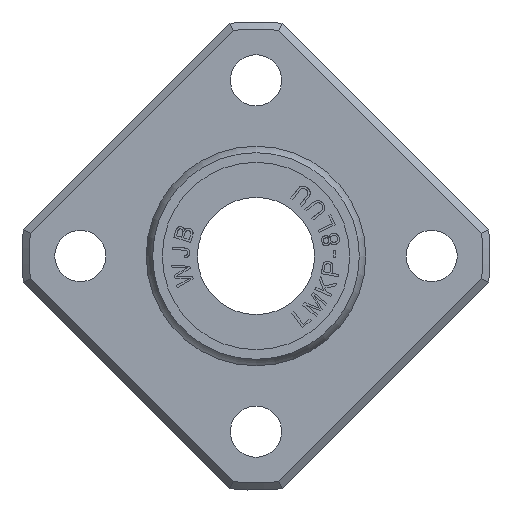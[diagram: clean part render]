
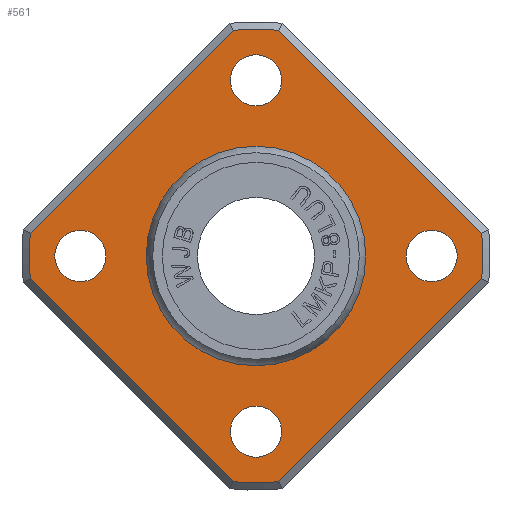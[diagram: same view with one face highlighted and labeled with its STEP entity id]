
A CAD part, left-side view. The second image highlights one B-rep face of the part: STEP entity #561.
In plain terms, the highlighted planar face has unit normal (-1, 0, 0).
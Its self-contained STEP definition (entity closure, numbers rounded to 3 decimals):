
#561=ADVANCED_FACE('',(#1313,#1314,#1315,#1316,#1317,#1318),#939,.T.);
#939=PLANE('',#6884);
#1205=CIRCLE('',#6859,15.5);
#1208=CIRCLE('',#6863,15.5);
#1209=CIRCLE('',#6865,15.5);
#1211=CIRCLE('',#6868,15.5);
#1217=CIRCLE('',#6879,7.309);
#1218=CIRCLE('',#6880,1.75);
#1219=CIRCLE('',#6881,1.75);
#1220=CIRCLE('',#6882,1.75);
#1221=CIRCLE('',#6883,1.75);
#1313=FACE_BOUND('',#1443,.T.);
#1314=FACE_BOUND('',#1444,.T.);
#1315=FACE_BOUND('',#1445,.T.);
#1316=FACE_BOUND('',#1446,.T.);
#1317=FACE_BOUND('',#1447,.T.);
#1318=FACE_BOUND('',#1448,.T.);
#1443=EDGE_LOOP('',(#2607));
#1444=EDGE_LOOP('',(#2608));
#1445=EDGE_LOOP('',(#2609));
#1446=EDGE_LOOP('',(#2610));
#1447=EDGE_LOOP('',(#2611));
#1448=EDGE_LOOP('',(#2612,#2613,#2614,#2615,#2616,#2617,#2618,#2619));
#1947=B_SPLINE_CURVE_WITH_KNOTS('',3,(#10106,#10107,#10108,#10109),.UNSPECIFIED.,
 .F.,.F.,(4,4),(0.,1.),.UNSPECIFIED.);
#1948=B_SPLINE_CURVE_WITH_KNOTS('',3,(#10110,#10111,#10112,#10113),.UNSPECIFIED.,
 .F.,.F.,(4,4),(0.,1.),.UNSPECIFIED.);
#1949=B_SPLINE_CURVE_WITH_KNOTS('',3,(#10114,#10115,#10116,#10117),.UNSPECIFIED.,
 .F.,.F.,(4,4),(0.,1.),.UNSPECIFIED.);
#1950=B_SPLINE_CURVE_WITH_KNOTS('',3,(#10118,#10119,#10120,#10121),.UNSPECIFIED.,
 .F.,.F.,(4,4),(0.,1.),.UNSPECIFIED.);
#2607=ORIENTED_EDGE('',*,*,#5117,.F.);
#2608=ORIENTED_EDGE('',*,*,#5118,.T.);
#2609=ORIENTED_EDGE('',*,*,#5119,.T.);
#2610=ORIENTED_EDGE('',*,*,#5120,.T.);
#2611=ORIENTED_EDGE('',*,*,#5121,.T.);
#2612=ORIENTED_EDGE('',*,*,#5098,.F.);
#2613=ORIENTED_EDGE('',*,*,#5122,.F.);
#2614=ORIENTED_EDGE('',*,*,#5089,.F.);
#2615=ORIENTED_EDGE('',*,*,#5123,.F.);
#2616=ORIENTED_EDGE('',*,*,#5095,.F.);
#2617=ORIENTED_EDGE('',*,*,#5124,.F.);
#2618=ORIENTED_EDGE('',*,*,#5101,.F.);
#2619=ORIENTED_EDGE('',*,*,#5125,.F.);
#4457=VERTEX_POINT('',#10001);
#4458=VERTEX_POINT('',#10002);
#4463=VERTEX_POINT('',#10022);
#4464=VERTEX_POINT('',#10024);
#4465=VERTEX_POINT('',#10034);
#4467=VERTEX_POINT('',#10037);
#4469=VERTEX_POINT('',#10046);
#4470=VERTEX_POINT('',#10047);
#4481=VERTEX_POINT('',#10097);
#4482=VERTEX_POINT('',#10099);
#4483=VERTEX_POINT('',#10101);
#4484=VERTEX_POINT('',#10103);
#4485=VERTEX_POINT('',#10105);
#5089=EDGE_CURVE('',#4457,#4458,#1205,.T.);
#5095=EDGE_CURVE('',#4463,#4464,#1208,.T.);
#5098=EDGE_CURVE('',#4465,#4467,#1209,.T.);
#5101=EDGE_CURVE('',#4469,#4470,#1211,.T.);
#5117=EDGE_CURVE('',#4481,#4481,#1217,.T.);
#5118=EDGE_CURVE('',#4482,#4482,#1218,.T.);
#5119=EDGE_CURVE('',#4483,#4483,#1219,.T.);
#5120=EDGE_CURVE('',#4484,#4484,#1220,.T.);
#5121=EDGE_CURVE('',#4485,#4485,#1221,.T.);
#5122=EDGE_CURVE('',#4458,#4465,#1947,.T.);
#5123=EDGE_CURVE('',#4464,#4457,#1948,.T.);
#5124=EDGE_CURVE('',#4470,#4463,#1949,.T.);
#5125=EDGE_CURVE('',#4467,#4469,#1950,.T.);
#6859=AXIS2_PLACEMENT_3D('',#10000,#7447,#7448);
#6863=AXIS2_PLACEMENT_3D('',#10023,#7455,#7456);
#6865=AXIS2_PLACEMENT_3D('',#10036,#7459,#7460);
#6868=AXIS2_PLACEMENT_3D('',#10045,#7465,#7466);
#6879=AXIS2_PLACEMENT_3D('',#10096,#7491,#7492);
#6880=AXIS2_PLACEMENT_3D('',#10098,#7493,#7494);
#6881=AXIS2_PLACEMENT_3D('',#10100,#7495,#7496);
#6882=AXIS2_PLACEMENT_3D('',#10102,#7497,#7498);
#6883=AXIS2_PLACEMENT_3D('',#10104,#7499,#7500);
#6884=AXIS2_PLACEMENT_3D('',#10122,#7501,#7502);
#7447=DIRECTION('',(1.,0.,0.));
#7448=DIRECTION('',(0.,0.,-1.));
#7455=DIRECTION('',(1.,0.,0.));
#7456=DIRECTION('',(0.,0.,-1.));
#7459=DIRECTION('',(1.,0.,0.));
#7460=DIRECTION('',(0.,0.,-1.));
#7465=DIRECTION('',(1.,0.,0.));
#7466=DIRECTION('',(0.,0.,-1.));
#7491=DIRECTION('',(-1.,0.,0.));
#7492=DIRECTION('',(0.,0.,1.));
#7493=DIRECTION('',(1.,0.,0.));
#7494=DIRECTION('',(0.,1.,0.));
#7495=DIRECTION('',(1.,0.,0.));
#7496=DIRECTION('',(0.,1.,0.));
#7497=DIRECTION('',(1.,0.,0.));
#7498=DIRECTION('',(0.,1.,0.));
#7499=DIRECTION('',(1.,0.,0.));
#7500=DIRECTION('',(0.,1.,0.));
#7501=DIRECTION('',(-1.,0.,0.));
#7502=DIRECTION('',(0.,0.,1.));
#10000=CARTESIAN_POINT('',(5.,0.,0.));
#10001=CARTESIAN_POINT('',(5.,-15.422,1.548));
#10002=CARTESIAN_POINT('',(5.,-15.422,-1.548));
#10022=CARTESIAN_POINT('',(5.,1.548,15.422));
#10023=CARTESIAN_POINT('',(5.,0.,0.));
#10024=CARTESIAN_POINT('',(5.,-1.548,15.422));
#10034=CARTESIAN_POINT('',(5.,-1.548,-15.422));
#10036=CARTESIAN_POINT('',(5.,0.,0.));
#10037=CARTESIAN_POINT('',(5.,1.548,-15.422));
#10045=CARTESIAN_POINT('',(5.,0.,0.));
#10046=CARTESIAN_POINT('',(5.,15.422,-1.548));
#10047=CARTESIAN_POINT('',(5.,15.422,1.548));
#10096=CARTESIAN_POINT('',(5.,0.,0.));
#10097=CARTESIAN_POINT('',(5.,0.,7.309));
#10098=CARTESIAN_POINT('',(5.,12.,0.));
#10099=CARTESIAN_POINT('',(5.,10.25,0.));
#10100=CARTESIAN_POINT('',(5.,-12.,0.));
#10101=CARTESIAN_POINT('',(5.,-13.75,0.));
#10102=CARTESIAN_POINT('',(5.,0.,12.));
#10103=CARTESIAN_POINT('',(5.,-1.75,12.));
#10104=CARTESIAN_POINT('',(5.,0.,-12.));
#10105=CARTESIAN_POINT('',(5.,-1.75,-12.));
#10106=CARTESIAN_POINT('',(5.,-15.422,-1.548));
#10107=CARTESIAN_POINT('',(5.,-10.798,-6.173));
#10108=CARTESIAN_POINT('',(5.,-6.173,-10.798));
#10109=CARTESIAN_POINT('',(5.,-1.548,-15.422));
#10110=CARTESIAN_POINT('',(5.,-1.548,15.422));
#10111=CARTESIAN_POINT('',(5.,-6.173,10.798));
#10112=CARTESIAN_POINT('',(5.,-10.798,6.173));
#10113=CARTESIAN_POINT('',(5.,-15.422,1.548));
#10114=CARTESIAN_POINT('',(5.,15.422,1.548));
#10115=CARTESIAN_POINT('',(5.,10.798,6.173));
#10116=CARTESIAN_POINT('',(5.,6.173,10.798));
#10117=CARTESIAN_POINT('',(5.,1.548,15.422));
#10118=CARTESIAN_POINT('',(5.,1.548,-15.422));
#10119=CARTESIAN_POINT('',(5.,6.173,-10.798));
#10120=CARTESIAN_POINT('',(5.,10.798,-6.173));
#10121=CARTESIAN_POINT('',(5.,15.422,-1.548));
#10122=CARTESIAN_POINT('',(5.,0.,11.655));
